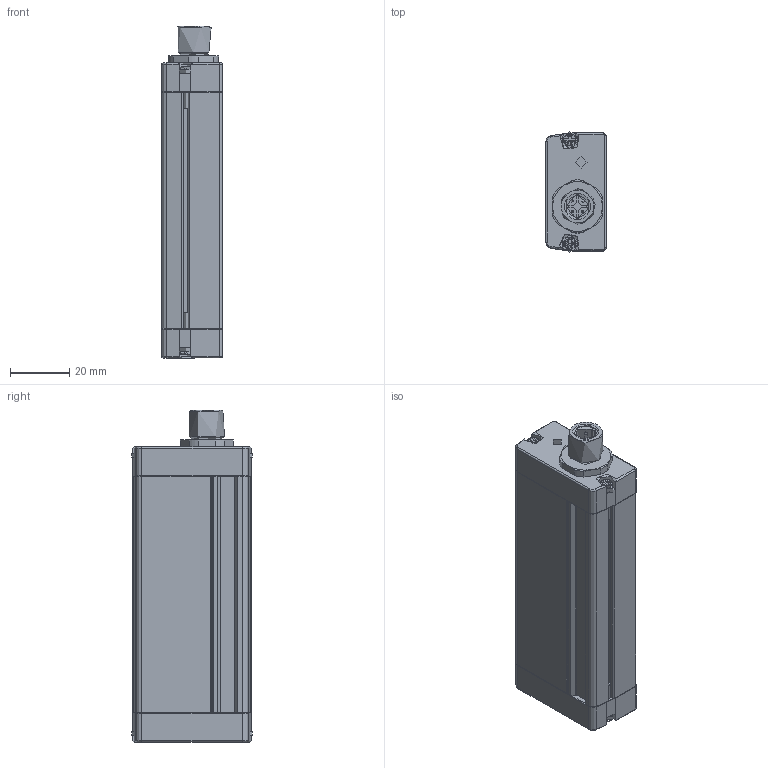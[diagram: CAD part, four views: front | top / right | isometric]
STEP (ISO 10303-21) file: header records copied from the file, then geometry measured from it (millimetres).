
FILE_DESCRIPTION(/* description */ (''),/* implementation_level */ '2;1');
FILE_NAME(/* name */ 'ipf_z3d_OY410524.stp',/* time_stamp */ '2023-10-26T13:31:14+02:00',/* author */ ('gelzhaeuser'),/* organization */ (''),/* preprocessor_version */ 'ST-DEVELOPER v20',/* originating_system */ 'Autodesk Inventor 2024',/* authorisation */ '');
FILE_SCHEMA (('AUTOMOTIVE_DESIGN { 1 0 10303 214 3 1 1 }'));
Length unit declared in the file: millimetre
Products named in the file (6): ipf_z3d_OY410524; LID; LID_1; SCREW; Gehäuse_OY41; M12_A_Einbaustecker_Polzahl_4-01
Assembly tree (8 placements, depth 2):
  ipf_z3d_OY410524
    LID
    LID_1
    SCREW  x4
    Gehäuse_OY41
    M12_A_Einbaustecker_Polzahl_4-01
Bounding box: 20.5 x 41 x 112.5 mm (x, y, z)
Volume: 28282.9 mm3; surface area: 34806.9 mm2
Topology: 5 solids, 20 shells, 832 faces, 2225 edges, 1432 vertices
Faces by surface type: plane 386, cylinder 320, bspline 54, torus 31, cone 25, sphere 16
Full cylindrical faces by diameter (mm): 1 x12, 1.1 x1, 1.4 x1, 2.5 x2, 3 x8, 3.2 x4, 4 x1, 6 x4, 8.3 x1, 9.38 x1, 9.45 x1, 9.7 x1, 10.6 x1, 12 x1, 14 x2
Entity records: 25086 total; most frequent: CARTESIAN_POINT 6886, ORIENTED_EDGE 3740, DIRECTION 3739, EDGE_CURVE 1890, AXIS2_PLACEMENT_3D 1325, VERTEX_POINT 1219, LINE 1089, VECTOR 1089
